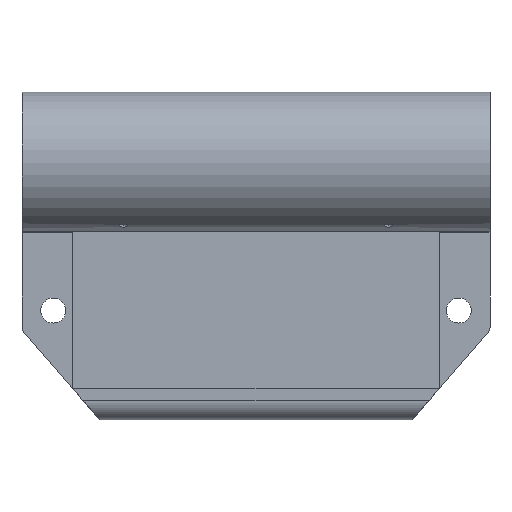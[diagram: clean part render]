
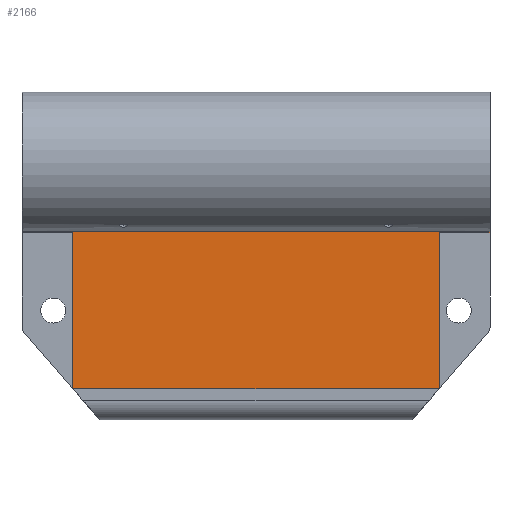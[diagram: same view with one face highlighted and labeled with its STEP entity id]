
A CAD part, left-side view. The second image highlights one B-rep face of the part: STEP entity #2166.
In plain terms, the highlighted planar face has unit normal (-1, 0, 0).
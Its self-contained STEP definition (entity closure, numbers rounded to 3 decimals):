
#149 = VERTEX_POINT('',#150);
#150 = CARTESIAN_POINT('',(-1.5,-6.5,-29.));
#164 = PLANE('',#165);
#165 = AXIS2_PLACEMENT_3D('',#166,#167,#168);
#166 = CARTESIAN_POINT('',(-1.5,-60.,-29.));
#167 = DIRECTION('',(1.,0.,0.));
#168 = DIRECTION('',(0.,1.,0.));
#192 = PLANE('',#193);
#193 = AXIS2_PLACEMENT_3D('',#194,#195,#196);
#194 = CARTESIAN_POINT('',(1.5,-6.5,-29.));
#195 = DIRECTION('',(0.,1.,0.));
#196 = DIRECTION('',(0.,0.,1.));
#1001 = EDGE_CURVE('',#1002,#149,#1004,.T.);
#1002 = VERTEX_POINT('',#1003);
#1003 = CARTESIAN_POINT('',(-1.5,-53.5,-29.));
#1004 = SURFACE_CURVE('',#1005,(#1009,#1016),.PCURVE_S1.);
#1005 = LINE('',#1006,#1007);
#1006 = CARTESIAN_POINT('',(-1.5,-60.,-29.));
#1007 = VECTOR('',#1008,1.);
#1008 = DIRECTION('',(0.,1.,0.));
#1009 = PCURVE('',#164,#1010);
#1010 = DEFINITIONAL_REPRESENTATION('',(#1011),#1015);
#1011 = LINE('',#1012,#1013);
#1012 = CARTESIAN_POINT('',(0.,0.));
#1013 = VECTOR('',#1014,1.);
#1014 = DIRECTION('',(1.,0.));
#1015 = ( GEOMETRIC_REPRESENTATION_CONTEXT(2) 
PARAMETRIC_REPRESENTATION_CONTEXT() REPRESENTATION_CONTEXT('2D SPACE',''
  ) );
#1016 = PCURVE('',#1017,#1022);
#1017 = PLANE('',#1018);
#1018 = AXIS2_PLACEMENT_3D('',#1019,#1020,#1021);
#1019 = CARTESIAN_POINT('',(-1.5,0.,-29.));
#1020 = DIRECTION('',(1.,0.,0.));
#1021 = DIRECTION('',(0.,-1.,0.));
#1022 = DEFINITIONAL_REPRESENTATION('',(#1023),#1027);
#1023 = LINE('',#1024,#1025);
#1024 = CARTESIAN_POINT('',(60.,0.));
#1025 = VECTOR('',#1026,1.);
#1026 = DIRECTION('',(-1.,0.));
#1027 = ( GEOMETRIC_REPRESENTATION_CONTEXT(2) 
PARAMETRIC_REPRESENTATION_CONTEXT() REPRESENTATION_CONTEXT('2D SPACE',''
  ) );
#1331 = EDGE_CURVE('',#149,#1332,#1334,.T.);
#1332 = VERTEX_POINT('',#1333);
#1333 = CARTESIAN_POINT('',(-1.5,-6.5,-9.));
#1334 = SURFACE_CURVE('',#1335,(#1339,#1346),.PCURVE_S1.);
#1335 = LINE('',#1336,#1337);
#1336 = CARTESIAN_POINT('',(-1.5,-6.5,-29.));
#1337 = VECTOR('',#1338,1.);
#1338 = DIRECTION('',(0.,0.,1.));
#1339 = PCURVE('',#192,#1340);
#1340 = DEFINITIONAL_REPRESENTATION('',(#1341),#1345);
#1341 = LINE('',#1342,#1343);
#1342 = CARTESIAN_POINT('',(0.,-3.));
#1343 = VECTOR('',#1344,1.);
#1344 = DIRECTION('',(1.,0.));
#1345 = ( GEOMETRIC_REPRESENTATION_CONTEXT(2) 
PARAMETRIC_REPRESENTATION_CONTEXT() REPRESENTATION_CONTEXT('2D SPACE',''
  ) );
#1346 = PCURVE('',#1017,#1347);
#1347 = DEFINITIONAL_REPRESENTATION('',(#1348),#1352);
#1348 = LINE('',#1349,#1350);
#1349 = CARTESIAN_POINT('',(6.5,0.));
#1350 = VECTOR('',#1351,1.);
#1351 = DIRECTION('',(0.,-1.));
#1352 = ( GEOMETRIC_REPRESENTATION_CONTEXT(2) 
PARAMETRIC_REPRESENTATION_CONTEXT() REPRESENTATION_CONTEXT('2D SPACE',''
  ) );
#1368 = PLANE('',#1369);
#1369 = AXIS2_PLACEMENT_3D('',#1370,#1371,#1372);
#1370 = CARTESIAN_POINT('',(1.5,-6.5,-9.));
#1371 = DIRECTION('',(0.,0.,-1.));
#1372 = DIRECTION('',(0.,1.,0.));
#1402 = PLANE('',#1403);
#1403 = AXIS2_PLACEMENT_3D('',#1404,#1405,#1406);
#1404 = CARTESIAN_POINT('',(1.5,-53.5,-29.));
#1405 = DIRECTION('',(0.,1.,0.));
#1406 = DIRECTION('',(0.,0.,1.));
#1998 = PLANE('',#1999);
#1999 = AXIS2_PLACEMENT_3D('',#2000,#2001,#2002);
#2000 = CARTESIAN_POINT('',(1.5,-53.5,-9.));
#2001 = DIRECTION('',(0.,0.,1.));
#2002 = DIRECTION('',(0.,-1.,0.));
#2166 = ADVANCED_FACE('',(#2167),#1017,.F.);
#2167 = FACE_BOUND('',#2168,.F.);
#2168 = EDGE_LOOP('',(#2169,#2192,#2193,#2194,#2217,#2245,#2273,#2301));
#2169 = ORIENTED_EDGE('',*,*,#2170,.F.);
#2170 = EDGE_CURVE('',#1002,#2171,#2173,.T.);
#2171 = VERTEX_POINT('',#2172);
#2172 = CARTESIAN_POINT('',(-1.5,-53.5,-9.));
#2173 = SURFACE_CURVE('',#2174,(#2178,#2185),.PCURVE_S1.);
#2174 = LINE('',#2175,#2176);
#2175 = CARTESIAN_POINT('',(-1.5,-53.5,-29.));
#2176 = VECTOR('',#2177,1.);
#2177 = DIRECTION('',(0.,0.,1.));
#2178 = PCURVE('',#1017,#2179);
#2179 = DEFINITIONAL_REPRESENTATION('',(#2180),#2184);
#2180 = LINE('',#2181,#2182);
#2181 = CARTESIAN_POINT('',(53.5,0.));
#2182 = VECTOR('',#2183,1.);
#2183 = DIRECTION('',(0.,-1.));
#2184 = ( GEOMETRIC_REPRESENTATION_CONTEXT(2) 
PARAMETRIC_REPRESENTATION_CONTEXT() REPRESENTATION_CONTEXT('2D SPACE',''
  ) );
#2185 = PCURVE('',#1402,#2186);
#2186 = DEFINITIONAL_REPRESENTATION('',(#2187),#2191);
#2187 = LINE('',#2188,#2189);
#2188 = CARTESIAN_POINT('',(0.,-3.));
#2189 = VECTOR('',#2190,1.);
#2190 = DIRECTION('',(1.,0.));
#2191 = ( GEOMETRIC_REPRESENTATION_CONTEXT(2) 
PARAMETRIC_REPRESENTATION_CONTEXT() REPRESENTATION_CONTEXT('2D SPACE',''
  ) );
#2192 = ORIENTED_EDGE('',*,*,#1001,.T.);
#2193 = ORIENTED_EDGE('',*,*,#1331,.T.);
#2194 = ORIENTED_EDGE('',*,*,#2195,.T.);
#2195 = EDGE_CURVE('',#1332,#2196,#2198,.T.);
#2196 = VERTEX_POINT('',#2197);
#2197 = CARTESIAN_POINT('',(-1.5,0.,-9.));
#2198 = SURFACE_CURVE('',#2199,(#2203,#2210),.PCURVE_S1.);
#2199 = LINE('',#2200,#2201);
#2200 = CARTESIAN_POINT('',(-1.5,-3.25,-9.));
#2201 = VECTOR('',#2202,1.);
#2202 = DIRECTION('',(0.,1.,0.));
#2203 = PCURVE('',#1017,#2204);
#2204 = DEFINITIONAL_REPRESENTATION('',(#2205),#2209);
#2205 = LINE('',#2206,#2207);
#2206 = CARTESIAN_POINT('',(3.25,-20.));
#2207 = VECTOR('',#2208,1.);
#2208 = DIRECTION('',(-1.,0.));
#2209 = ( GEOMETRIC_REPRESENTATION_CONTEXT(2) 
PARAMETRIC_REPRESENTATION_CONTEXT() REPRESENTATION_CONTEXT('2D SPACE',''
  ) );
#2210 = PCURVE('',#1368,#2211);
#2211 = DEFINITIONAL_REPRESENTATION('',(#2212),#2216);
#2212 = LINE('',#2213,#2214);
#2213 = CARTESIAN_POINT('',(3.25,-3.));
#2214 = VECTOR('',#2215,1.);
#2215 = DIRECTION('',(1.,0.));
#2216 = ( GEOMETRIC_REPRESENTATION_CONTEXT(2) 
PARAMETRIC_REPRESENTATION_CONTEXT() REPRESENTATION_CONTEXT('2D SPACE',''
  ) );
#2217 = ORIENTED_EDGE('',*,*,#2218,.T.);
#2218 = EDGE_CURVE('',#2196,#2219,#2221,.T.);
#2219 = VERTEX_POINT('',#2220);
#2220 = CARTESIAN_POINT('',(-1.5,0.,-8.874));
#2221 = SURFACE_CURVE('',#2222,(#2226,#2233),.PCURVE_S1.);
#2222 = LINE('',#2223,#2224);
#2223 = CARTESIAN_POINT('',(-1.5,0.,-29.));
#2224 = VECTOR('',#2225,1.);
#2225 = DIRECTION('',(0.,0.,1.));
#2226 = PCURVE('',#1017,#2227);
#2227 = DEFINITIONAL_REPRESENTATION('',(#2228),#2232);
#2228 = LINE('',#2229,#2230);
#2229 = CARTESIAN_POINT('',(0.,0.));
#2230 = VECTOR('',#2231,1.);
#2231 = DIRECTION('',(0.,-1.));
#2232 = ( GEOMETRIC_REPRESENTATION_CONTEXT(2) 
PARAMETRIC_REPRESENTATION_CONTEXT() REPRESENTATION_CONTEXT('2D SPACE',''
  ) );
#2233 = PCURVE('',#2234,#2239);
#2234 = PLANE('',#2235);
#2235 = AXIS2_PLACEMENT_3D('',#2236,#2237,#2238);
#2236 = CARTESIAN_POINT('',(1.5,0.,-29.));
#2237 = DIRECTION('',(0.,-1.,0.));
#2238 = DIRECTION('',(-1.,0.,0.));
#2239 = DEFINITIONAL_REPRESENTATION('',(#2240),#2244);
#2240 = LINE('',#2241,#2242);
#2241 = CARTESIAN_POINT('',(3.,0.));
#2242 = VECTOR('',#2243,1.);
#2243 = DIRECTION('',(0.,-1.));
#2244 = ( GEOMETRIC_REPRESENTATION_CONTEXT(2) 
PARAMETRIC_REPRESENTATION_CONTEXT() REPRESENTATION_CONTEXT('2D SPACE',''
  ) );
#2245 = ORIENTED_EDGE('',*,*,#2246,.F.);
#2246 = EDGE_CURVE('',#2247,#2219,#2249,.T.);
#2247 = VERTEX_POINT('',#2248);
#2248 = CARTESIAN_POINT('',(-1.5,-60.,-8.874));
#2249 = SURFACE_CURVE('',#2250,(#2254,#2261),.PCURVE_S1.);
#2250 = LINE('',#2251,#2252);
#2251 = CARTESIAN_POINT('',(-1.5,0.,-8.874));
#2252 = VECTOR('',#2253,1.);
#2253 = DIRECTION('',(0.,1.,0.));
#2254 = PCURVE('',#1017,#2255);
#2255 = DEFINITIONAL_REPRESENTATION('',(#2256),#2260);
#2256 = LINE('',#2257,#2258);
#2257 = CARTESIAN_POINT('',(0.,-20.126));
#2258 = VECTOR('',#2259,1.);
#2259 = DIRECTION('',(-1.,0.));
#2260 = ( GEOMETRIC_REPRESENTATION_CONTEXT(2) 
PARAMETRIC_REPRESENTATION_CONTEXT() REPRESENTATION_CONTEXT('2D SPACE',''
  ) );
#2261 = PCURVE('',#2262,#2267);
#2262 = CYLINDRICAL_SURFACE('',#2263,9.);
#2263 = AXIS2_PLACEMENT_3D('',#2264,#2265,#2266);
#2264 = CARTESIAN_POINT('',(0.,0.,0.));
#2265 = DIRECTION('',(0.,1.,0.));
#2266 = DIRECTION('',(1.,0.,0.));
#2267 = DEFINITIONAL_REPRESENTATION('',(#2268),#2272);
#2268 = LINE('',#2269,#2270);
#2269 = CARTESIAN_POINT('',(-4.545,-0.));
#2270 = VECTOR('',#2271,1.);
#2271 = DIRECTION('',(-0.,1.));
#2272 = ( GEOMETRIC_REPRESENTATION_CONTEXT(2) 
PARAMETRIC_REPRESENTATION_CONTEXT() REPRESENTATION_CONTEXT('2D SPACE',''
  ) );
#2273 = ORIENTED_EDGE('',*,*,#2274,.F.);
#2274 = EDGE_CURVE('',#2275,#2247,#2277,.T.);
#2275 = VERTEX_POINT('',#2276);
#2276 = CARTESIAN_POINT('',(-1.5,-60.,-9.));
#2277 = SURFACE_CURVE('',#2278,(#2282,#2289),.PCURVE_S1.);
#2278 = LINE('',#2279,#2280);
#2279 = CARTESIAN_POINT('',(-1.5,-60.,-29.));
#2280 = VECTOR('',#2281,1.);
#2281 = DIRECTION('',(0.,0.,1.));
#2282 = PCURVE('',#1017,#2283);
#2283 = DEFINITIONAL_REPRESENTATION('',(#2284),#2288);
#2284 = LINE('',#2285,#2286);
#2285 = CARTESIAN_POINT('',(60.,0.));
#2286 = VECTOR('',#2287,1.);
#2287 = DIRECTION('',(0.,-1.));
#2288 = ( GEOMETRIC_REPRESENTATION_CONTEXT(2) 
PARAMETRIC_REPRESENTATION_CONTEXT() REPRESENTATION_CONTEXT('2D SPACE',''
  ) );
#2289 = PCURVE('',#2290,#2295);
#2290 = PLANE('',#2291);
#2291 = AXIS2_PLACEMENT_3D('',#2292,#2293,#2294);
#2292 = CARTESIAN_POINT('',(-1.5,-60.,-29.));
#2293 = DIRECTION('',(0.,1.,0.));
#2294 = DIRECTION('',(1.,0.,0.));
#2295 = DEFINITIONAL_REPRESENTATION('',(#2296),#2300);
#2296 = LINE('',#2297,#2298);
#2297 = CARTESIAN_POINT('',(0.,0.));
#2298 = VECTOR('',#2299,1.);
#2299 = DIRECTION('',(0.,-1.));
#2300 = ( GEOMETRIC_REPRESENTATION_CONTEXT(2) 
PARAMETRIC_REPRESENTATION_CONTEXT() REPRESENTATION_CONTEXT('2D SPACE',''
  ) );
#2301 = ORIENTED_EDGE('',*,*,#2302,.F.);
#2302 = EDGE_CURVE('',#2171,#2275,#2303,.T.);
#2303 = SURFACE_CURVE('',#2304,(#2308,#2315),.PCURVE_S1.);
#2304 = LINE('',#2305,#2306);
#2305 = CARTESIAN_POINT('',(-1.5,-26.75,-9.));
#2306 = VECTOR('',#2307,1.);
#2307 = DIRECTION('',(0.,-1.,0.));
#2308 = PCURVE('',#1017,#2309);
#2309 = DEFINITIONAL_REPRESENTATION('',(#2310),#2314);
#2310 = LINE('',#2311,#2312);
#2311 = CARTESIAN_POINT('',(26.75,-20.));
#2312 = VECTOR('',#2313,1.);
#2313 = DIRECTION('',(1.,0.));
#2314 = ( GEOMETRIC_REPRESENTATION_CONTEXT(2) 
PARAMETRIC_REPRESENTATION_CONTEXT() REPRESENTATION_CONTEXT('2D SPACE',''
  ) );
#2315 = PCURVE('',#1998,#2316);
#2316 = DEFINITIONAL_REPRESENTATION('',(#2317),#2321);
#2317 = LINE('',#2318,#2319);
#2318 = CARTESIAN_POINT('',(-26.75,-3.));
#2319 = VECTOR('',#2320,1.);
#2320 = DIRECTION('',(1.,0.));
#2321 = ( GEOMETRIC_REPRESENTATION_CONTEXT(2) 
PARAMETRIC_REPRESENTATION_CONTEXT() REPRESENTATION_CONTEXT('2D SPACE',''
  ) );
